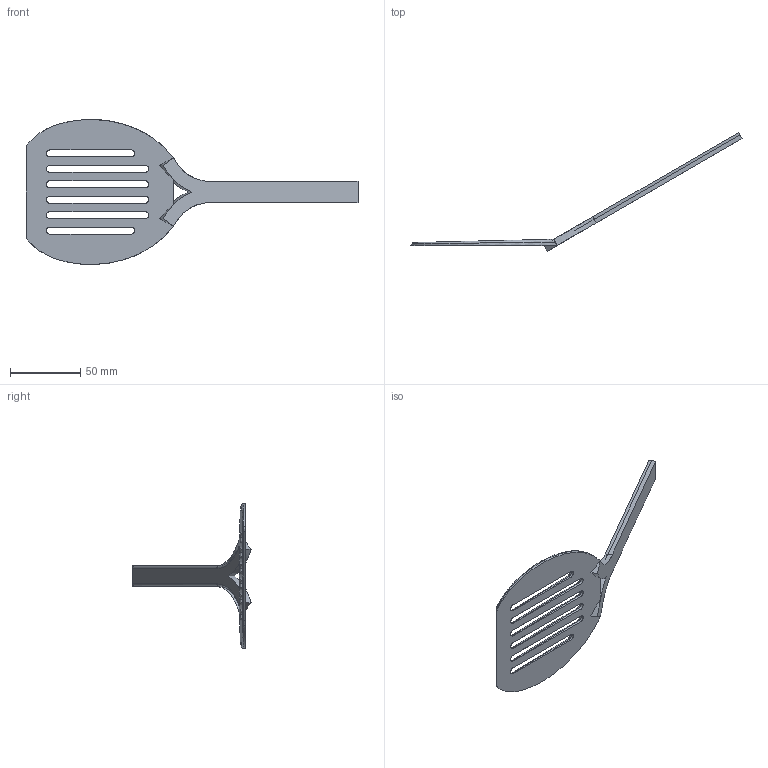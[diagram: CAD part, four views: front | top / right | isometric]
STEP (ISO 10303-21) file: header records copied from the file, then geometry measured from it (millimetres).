
FILE_DESCRIPTION (( 'STEP AP214' ), '1' );
FILE_NAME ('spatula2 step.STEP', '2022-05-23T17:17:24', ( '' ), ( '' ), 'SwSTEP 2.0', 'SolidWorks 2021', '' );
FILE_SCHEMA (( 'AUTOMOTIVE_DESIGN' ));
Length unit declared in the file: millimetre
Products named in the file (1): spatula2 step
Bounding box: 236.76 x 84.56 x 103.43 mm (x, y, z)
Surface area: 25593.8 mm2 (no closed solid volume)
Topology: 0 solids, 2 shells, 97 faces, 254 edges, 156 vertices
Faces by surface type: cylinder 32, plane 26, bspline 21, torus 18
Entity records: 6382 total; most frequent: CARTESIAN_POINT 3420, ORIENTED_EDGE 492, DIRECTION 406, EDGE_CURVE 252, VERTEX_POINT 156, AXIS2_PLACEMENT_3D 150, EDGE_LOOP 109, LINE 106
